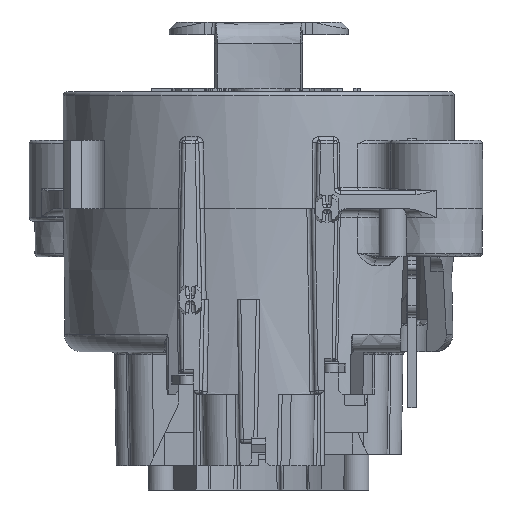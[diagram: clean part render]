
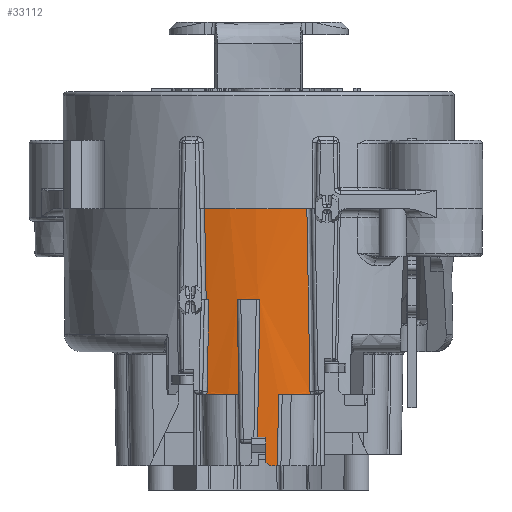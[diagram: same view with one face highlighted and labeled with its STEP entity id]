
A CAD part, front view. The second image highlights one B-rep face of the part: STEP entity #33112.
In plain terms, the highlighted conical face has half-angle 0.5 degrees and reference radius 10.837 mm.
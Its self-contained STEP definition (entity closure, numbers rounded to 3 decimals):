
#3944=CARTESIAN_POINT('',(-0.071,-10.787,
-11.203));
#3945=CARTESIAN_POINT('',(-0.025,-10.81,
-8.599));
#3946=CARTESIAN_POINT('',(0.02,-10.833,
-5.994));
#3947=CARTESIAN_POINT('',(0.065,-10.855,
-3.39));
#3949=CARTESIAN_POINT('',(0.,0.,-3.39));
#3950=DIRECTION('',(0.,0.,1.));
#3951=DIRECTION('',(-0.111,-0.994,0.));
#3952=AXIS2_PLACEMENT_3D('',#3949,#3950,#3951);
#3954=CARTESIAN_POINT('',(-1.201,-10.789,
-3.39));
#3955=CARTESIAN_POINT('',(-1.17,-10.777,
-5.143));
#3956=CARTESIAN_POINT('',(-1.14,-10.765,
-6.897));
#3957=CARTESIAN_POINT('',(-1.109,-10.753,
-8.65));
#3959=CARTESIAN_POINT('',(0.,0.,-8.65));
#3960=DIRECTION('',(0.,0.,-1.));
#3961=DIRECTION('',(-0.103,-0.995,0.));
#3962=AXIS2_PLACEMENT_3D('',#3959,#3960,#3961);
#3964=CARTESIAN_POINT('',(-2.871,-10.423,
-8.504));
#3965=CARTESIAN_POINT('',(-2.872,-10.422,
-8.53));
#3966=CARTESIAN_POINT('',(-2.878,-10.42,
-8.58));
#3967=CARTESIAN_POINT('',(-2.894,-10.415,
-8.627));
#3968=CARTESIAN_POINT('',(-2.905,-10.412,
-8.65));
#3970=CARTESIAN_POINT('',(-2.784,-10.493,
-3.39));
#3971=CARTESIAN_POINT('',(-2.798,-10.481,
-4.242));
#3972=CARTESIAN_POINT('',(-2.827,-10.458,
-5.945));
#3973=CARTESIAN_POINT('',(-2.857,-10.435,
-7.651));
#3974=CARTESIAN_POINT('',(-2.871,-10.423,
-8.504));
#3976=CARTESIAN_POINT('',(-3.018,-10.474,
1.69));
#3977=CARTESIAN_POINT('',(-3.009,-10.472,
1.146));
#3978=CARTESIAN_POINT('',(-2.989,-10.467,
0.013));
#3979=CARTESIAN_POINT('',(-2.96,-10.46,
-1.681));
#3980=CARTESIAN_POINT('',(-2.941,-10.455,
-2.831));
#3981=CARTESIAN_POINT('',(-2.931,-10.453,-3.39));
#3983=CARTESIAN_POINT('',(0.,0.,1.69));
#3984=DIRECTION('',(0.,0.,1.));
#3985=DIRECTION('',(-0.277,-0.961,0.));
#3986=AXIS2_PLACEMENT_3D('',#3983,#3984,#3985);
#3988=CARTESIAN_POINT('',(2.86,-10.426,
-8.504));
#3989=CARTESIAN_POINT('',(2.841,-10.441,
-7.369));
#3990=CARTESIAN_POINT('',(2.802,-10.472,
-5.101));
#3991=CARTESIAN_POINT('',(2.744,-10.519,
-1.703));
#3992=CARTESIAN_POINT('',(2.705,-10.549,
0.56));
#3993=CARTESIAN_POINT('',(2.686,-10.564,1.69));
#3995=CARTESIAN_POINT('',(2.894,-10.415,
-8.65));
#3996=CARTESIAN_POINT('',(2.883,-10.418,
-8.627));
#3997=CARTESIAN_POINT('',(2.867,-10.423,
-8.58));
#3998=CARTESIAN_POINT('',(2.86,-10.426,
-8.53));
#3999=CARTESIAN_POINT('',(2.86,-10.426,
-8.504));
#4001=CARTESIAN_POINT('',(0.,0.,-8.65));
#4002=DIRECTION('',(0.,0.,-1.));
#4003=DIRECTION('',(0.268,-0.963,0.));
#4004=AXIS2_PLACEMENT_3D('',#4001,#4002,#4003);
#4006=DIRECTION('',(0.,0.009,-1.));
#4007=VECTOR('',#4006,0.5);
#4008=CARTESIAN_POINT('',(0.4,-10.778,-11.4));
#4009=LINE('',#4008,#4007);
#4010=CARTESIAN_POINT('',(0.,0.,-11.4));
#4011=DIRECTION('',(0.,0.,1.));
#4012=DIRECTION('',(-0.025,-1.,0.));
#4013=AXIS2_PLACEMENT_3D('',#4010,#4011,#4012);
#7515=CARTESIAN_POINT('',(0.,0.,-3.39));
#7516=DIRECTION('',(0.,0.,1.));
#7517=DIRECTION('',(-0.27,-0.963,0.));
#7518=AXIS2_PLACEMENT_3D('',#7515,#7516,#7517);
#13627=CARTESIAN_POINT('',(0.,0.,-12.65));
#13628=DIRECTION('',(0.,0.,1.));
#13629=DIRECTION('',(0.056,-0.998,0.));
#13630=AXIS2_PLACEMENT_3D('',#13627,#13628,#13629);
#18563=CARTESIAN_POINT('',(1.039,-10.725,
-12.65));
#18564=CARTESIAN_POINT('',(1.062,-10.734,
-11.317));
#18565=CARTESIAN_POINT('',(1.086,-10.743,
-9.983));
#18566=CARTESIAN_POINT('',(1.109,-10.753,
-8.65));
#19038=DIRECTION('',(0.,-0.009,1.));
#19039=VECTOR('',#19038,0.55);
#19040=CARTESIAN_POINT('',(0.4,-10.769,-12.45));
#19041=LINE('',#19040,#19039);
#19058=CARTESIAN_POINT('',(0.6,-10.758,-12.65));
#19059=CARTESIAN_POINT('',(0.533,-10.762,
-12.583));
#19060=CARTESIAN_POINT('',(0.467,-10.766,
-12.517));
#19061=CARTESIAN_POINT('',(0.4,-10.769,-12.45));
#19373=CARTESIAN_POINT('',(-0.071,-10.787,
-11.203));
#19374=CARTESIAN_POINT('',(-0.071,-10.787,
-11.229));
#19375=CARTESIAN_POINT('',(-0.082,-10.787,
-11.281));
#19376=CARTESIAN_POINT('',(-0.127,-10.786,
-11.346));
#19377=CARTESIAN_POINT('',(-0.193,-10.784,
-11.39));
#19378=CARTESIAN_POINT('',(-0.245,-10.783,-11.4));
#19379=CARTESIAN_POINT('',(-0.271,-10.782,-11.4));
#20419=CARTESIAN_POINT('',(-2.784,-10.493,
-3.39));
#20421=CARTESIAN_POINT('',(-2.905,-10.412,
-8.65));
#23240=CARTESIAN_POINT('',(0.6,-10.758,-12.65));
#23241=VERTEX_POINT('',#23240);
#23242=CARTESIAN_POINT('',(0.4,-10.769,-12.45));
#23243=VERTEX_POINT('',#23242);
#23258=CARTESIAN_POINT('',(1.039,-10.725,-12.65));
#23259=VERTEX_POINT('',#23258);
#23260=VERTEX_POINT('',#18566);
#23568=VERTEX_POINT('',#3995);
#23569=VERTEX_POINT('',#3999);
#23573=VERTEX_POINT('',#3993);
#23575=VERTEX_POINT('',#20419);
#23576=VERTEX_POINT('',#20421);
#23579=VERTEX_POINT('',#3964);
#23580=VERTEX_POINT('',#3976);
#23581=VERTEX_POINT('',#3981);
#24165=CARTESIAN_POINT('',(-1.201,-10.789,
-3.39));
#24166=CARTESIAN_POINT('',(0.065,-10.855,
-3.39));
#24167=VERTEX_POINT('',#24165);
#24168=VERTEX_POINT('',#24166);
#24169=VERTEX_POINT('',#3957);
#24183=CARTESIAN_POINT('',(-0.071,-10.787,
-11.203));
#24184=VERTEX_POINT('',#24183);
#26328=CARTESIAN_POINT('',(0.4,-10.774,-11.9));
#26330=VERTEX_POINT('',#26328);
#26349=CARTESIAN_POINT('',(-0.271,-10.782,-11.4));
#26350=CARTESIAN_POINT('',(0.4,-10.778,-11.4));
#26351=VERTEX_POINT('',#26349);
#26352=VERTEX_POINT('',#26350);
#33067=CARTESIAN_POINT('',(0.,0.,-5.48));
#33068=DIRECTION('',(0.,0.,1.));
#33069=DIRECTION('',(0.,-1.,0.));
#33070=AXIS2_PLACEMENT_3D('',#33067,#33068,#33069);
#33071=CONICAL_SURFACE('',#33070,10.837,0.5);
#33073=ORIENTED_EDGE('',*,*,#33072,.F.);
#33075=ORIENTED_EDGE('',*,*,#33074,.T.);
#33077=ORIENTED_EDGE('',*,*,#33076,.F.);
#33079=ORIENTED_EDGE('',*,*,#33078,.T.);
#33081=ORIENTED_EDGE('',*,*,#33080,.T.);
#33083=ORIENTED_EDGE('',*,*,#33082,.F.);
#33085=ORIENTED_EDGE('',*,*,#33084,.F.);
#33087=ORIENTED_EDGE('',*,*,#33086,.F.);
#33089=ORIENTED_EDGE('',*,*,#33088,.F.);
#33091=ORIENTED_EDGE('',*,*,#33090,.T.);
#33093=ORIENTED_EDGE('',*,*,#33092,.F.);
#33095=ORIENTED_EDGE('',*,*,#33094,.F.);
#33097=ORIENTED_EDGE('',*,*,#33096,.T.);
#33099=ORIENTED_EDGE('',*,*,#33098,.F.);
#33101=ORIENTED_EDGE('',*,*,#33100,.F.);
#33103=ORIENTED_EDGE('',*,*,#33102,.T.);
#33105=ORIENTED_EDGE('',*,*,#33104,.T.);
#33107=ORIENTED_EDGE('',*,*,#33106,.F.);
#33109=ORIENTED_EDGE('',*,*,#33108,.F.);
#33110=EDGE_LOOP('',(#33073,#33075,#33077,#33079,#33081,#33083,#33085,#33087,
#33089,#33091,#33093,#33095,#33097,#33099,#33101,#33103,#33105,#33107,#33109));
#33111=FACE_OUTER_BOUND('',#33110,.F.);
#33112=ADVANCED_FACE('',(#33111),#33071,.T.);
#3948=B_SPLINE_CURVE_WITH_KNOTS('',3,(#3944,#3945,#3946,#3947),.UNSPECIFIED.,
.F.,.F.,(4,4),(0.,1.),.UNSPECIFIED.);
#3953=CIRCLE('',#3952,10.856);
#3958=B_SPLINE_CURVE_WITH_KNOTS('',3,(#3954,#3955,#3956,#3957),.UNSPECIFIED.,
.F.,.F.,(4,4),(0.,1.),.UNSPECIFIED.);
#3963=CIRCLE('',#3962,10.81);
#3969=B_SPLINE_CURVE_WITH_KNOTS('',3,(#3964,#3965,#3966,#3967,#3968),
.UNSPECIFIED.,.F.,.F.,(4,1,4),(0.,0.5,1.),.UNSPECIFIED.);
#3975=B_SPLINE_CURVE_WITH_KNOTS('',3,(#3970,#3971,#3972,#3973,#3974),
.UNSPECIFIED.,.F.,.F.,(4,1,4),(0.,0.5,1.),.UNSPECIFIED.);
#3982=B_SPLINE_CURVE_WITH_KNOTS('',3,(#3976,#3977,#3978,#3979,#3980,#3981),
.UNSPECIFIED.,.F.,.F.,(4,1,1,4),(0.,0.321,0.67,1.),
.UNSPECIFIED.);
#3987=CIRCLE('',#3986,10.9);
#3994=B_SPLINE_CURVE_WITH_KNOTS('',3,(#3988,#3989,#3990,#3991,#3992,#3993),
.UNSPECIFIED.,.F.,.F.,(4,1,1,4),(0.,0.333,0.667,1.),
.UNSPECIFIED.);
#4000=B_SPLINE_CURVE_WITH_KNOTS('',3,(#3995,#3996,#3997,#3998,#3999),
.UNSPECIFIED.,.F.,.F.,(4,1,4),(0.,0.5,1.),.UNSPECIFIED.);
#4005=CIRCLE('',#4004,10.81);
#4014=CIRCLE('',#4013,10.786);
#7519=CIRCLE('',#7518,10.856);
#13631=CIRCLE('',#13630,10.775);
#18567=B_SPLINE_CURVE_WITH_KNOTS('',3,(#18563,#18564,#18565,#18566),
.UNSPECIFIED.,.F.,.F.,(4,4),(0.,1.),.UNSPECIFIED.);
#19062=B_SPLINE_CURVE_WITH_KNOTS('',3,(#19058,#19059,#19060,#19061),
.UNSPECIFIED.,.F.,.F.,(4,4),(0.,1.),.UNSPECIFIED.);
#19380=B_SPLINE_CURVE_WITH_KNOTS('',3,(#19373,#19374,#19375,#19376,#19377,
#19378,#19379),.UNSPECIFIED.,.F.,.F.,(4,1,1,1,4),(0.,0.25,0.5,0.75,
1.),.UNSPECIFIED.);
#33072=EDGE_CURVE('',#24184,#26351,#19380,.T.);
#33074=EDGE_CURVE('',#24184,#24168,#3948,.T.);
#33076=EDGE_CURVE('',#24167,#24168,#3953,.T.);
#33078=EDGE_CURVE('',#24167,#24169,#3958,.T.);
#33080=EDGE_CURVE('',#24169,#23576,#3963,.T.);
#33082=EDGE_CURVE('',#23579,#23576,#3969,.T.);
#33084=EDGE_CURVE('',#23575,#23579,#3975,.T.);
#33086=EDGE_CURVE('',#23581,#23575,#7519,.T.);
#33088=EDGE_CURVE('',#23580,#23581,#3982,.T.);
#33090=EDGE_CURVE('',#23580,#23573,#3987,.T.);
#33092=EDGE_CURVE('',#23569,#23573,#3994,.T.);
#33094=EDGE_CURVE('',#23568,#23569,#4000,.T.);
#33096=EDGE_CURVE('',#23568,#23260,#4005,.T.);
#33098=EDGE_CURVE('',#23259,#23260,#18567,.T.);
#33100=EDGE_CURVE('',#23241,#23259,#13631,.T.);
#33102=EDGE_CURVE('',#23241,#23243,#19062,.T.);
#33104=EDGE_CURVE('',#23243,#26330,#19041,.T.);
#33106=EDGE_CURVE('',#26352,#26330,#4009,.T.);
#33108=EDGE_CURVE('',#26351,#26352,#4014,.T.);
